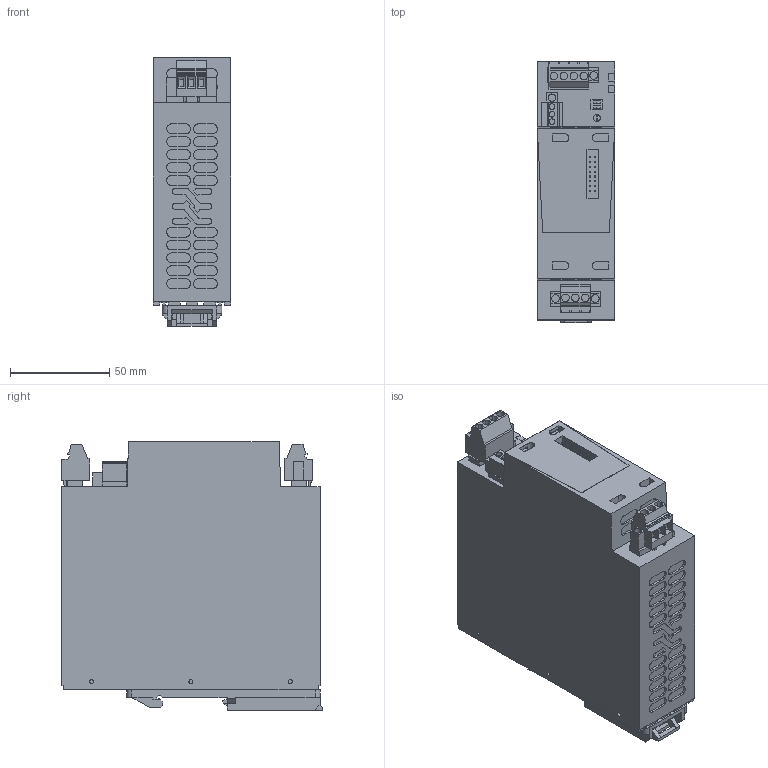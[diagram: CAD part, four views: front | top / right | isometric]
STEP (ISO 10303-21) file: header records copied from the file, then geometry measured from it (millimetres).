
FILE_DESCRIPTION(('CATIA V5 STEP Exchange','CAx-IF Rec.Pracs.--- Model Styling and Organization---1.4--- 2014-01-23'),'2;1');
FILE_NAME ('D1359638_3', '2020-10-28T10:31:44+00:00', ('none'), ('Weidmueller'), 'CATIA Version 5-6 Release 2016 SP3 HF44', 'CATIA V5 STEP AP214', 'none');
FILE_SCHEMA(('AUTOMOTIVE_DESIGN { 1 0 10303 214 1 1 1 1 }'));
Length unit declared in the file: millimetre
Products named in the file (1): 2466990100
Bounding box: 39 x 131.32 x 135.4 mm (x, y, z)
Volume: 603457.6 mm3; surface area: 82627.3 mm2
Topology: 40 solids, 40 shells, 1420 faces, 3673 edges, 2473 vertices
Faces by surface type: plane 1137, cylinder 264, extrusion 13, cone 6
Entity records: 43684 total; most frequent: CARTESIAN_POINT 9506, ORIENTED_EDGE 7346, DIRECTION 5421, EDGE_CURVE 3665, VECTOR 2895, LINE 2882, VERTEX_POINT 2463, EDGE_LOOP 1568
